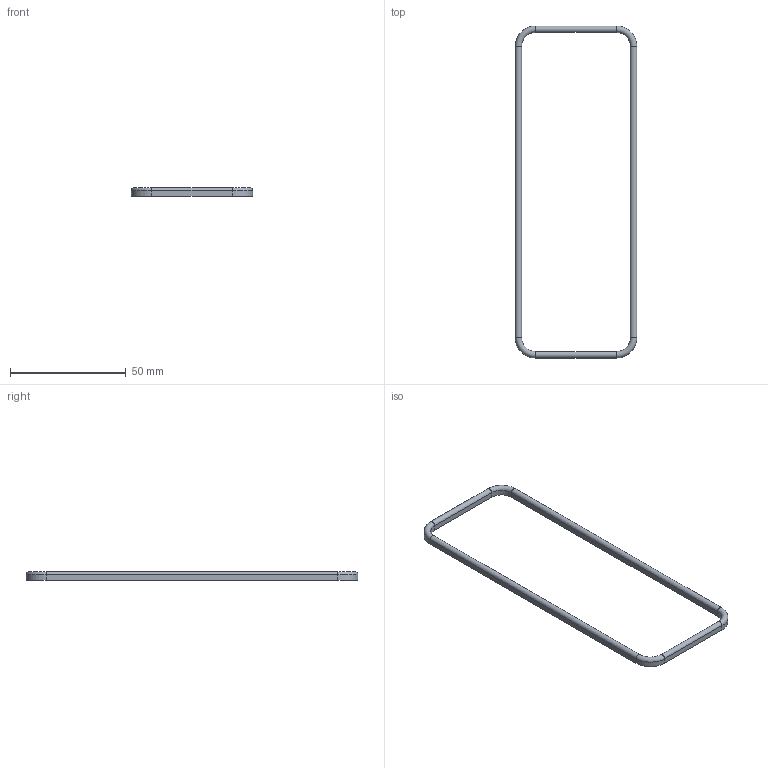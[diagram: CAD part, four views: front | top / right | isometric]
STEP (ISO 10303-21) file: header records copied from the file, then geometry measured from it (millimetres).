
FILE_DESCRIPTION(('CATIA V5 STEP Exchange','CAx-IF Rec.Pracs.--- Model Styling and Organization---1.4--- 2014-01-23'),'2;1');
FILE_NAME ('029488-1_2', '2020-08-10T07:50:34+00:00', ('none'), ('Weidmueller'), 'CATIA Version 5-6 Release 2016 SP3 HF44', 'CATIA V5 STEP AP214', 'none');
FILE_SCHEMA(('AUTOMOTIVE_DESIGN { 1 0 10303 214 1 1 1 1 }'));
Length unit declared in the file: millimetre
Products named in the file (1): 1987540000
Bounding box: 52.6 x 143.6 x 3.8 mm (x, y, z)
Volume: 3610.8 mm3; surface area: 4421.3 mm2
Topology: 1 solids, 1 shells, 32 faces, 64 edges, 32 vertices
Faces by surface type: plane 16, cylinder 12, torus 4
Entity records: 763 total; most frequent: ORIENTED_EDGE 128, CARTESIAN_POINT 122, DIRECTION 114, EDGE_CURVE 64, AXIS2_PLACEMENT_3D 50, VECTOR 40, LINE 40, ADVANCED_FACE 32
